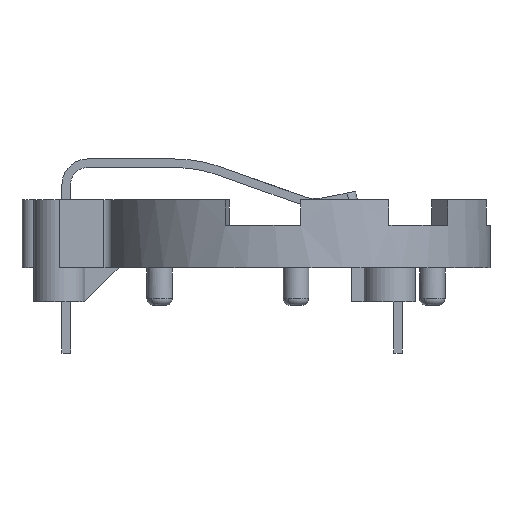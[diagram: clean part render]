
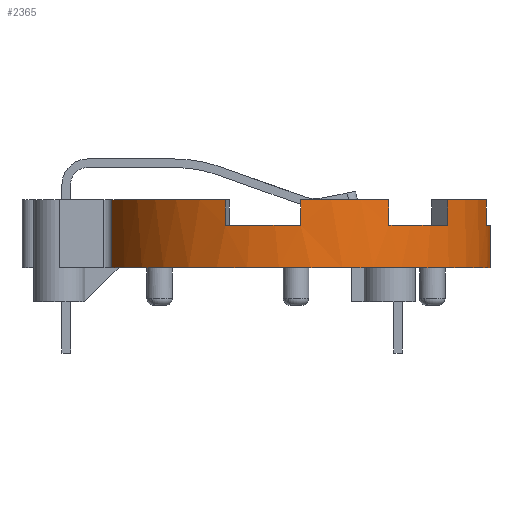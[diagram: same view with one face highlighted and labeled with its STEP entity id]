
A CAD part, front view. The second image highlights one B-rep face of the part: STEP entity #2365.
In plain terms, the highlighted cylindrical face has radius 11.4 mm (diameter 22.8 mm), a partial arc.
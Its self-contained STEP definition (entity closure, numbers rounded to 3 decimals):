
#51 = LINE ( 'NONE', #2961, #4772 ) ;
#101 = CARTESIAN_POINT ( 'NONE',  ( 11.4, 0., 2. ) ) ;
#129 = CARTESIAN_POINT ( 'NONE',  ( 5.46, -10.007, 4. ) ) ;
#319 = CARTESIAN_POINT ( 'NONE',  ( 11.176, -2.25, 4. ) ) ;
#327 = ORIENTED_EDGE ( 'NONE', *, *, #1344, .T. ) ;
#341 = ORIENTED_EDGE ( 'NONE', *, *, #2059, .T. ) ;
#357 = AXIS2_PLACEMENT_3D ( 'NONE', #4338, #2113, #4724 ) ;
#363 = DIRECTION ( 'NONE',  ( 1., 0., 0. ) ) ;
#380 = CARTESIAN_POINT ( 'NONE',  ( 8.907, -7.115, 2. ) ) ;
#410 = CARTESIAN_POINT ( 'NONE',  ( -4.156, -10.615, 2.5 ) ) ;
#421 = CARTESIAN_POINT ( 'NONE',  ( 8.907, -7.115, 2.5 ) ) ;
#478 = DIRECTION ( 'NONE',  ( 0., 0., 1. ) ) ;
#490 = CARTESIAN_POINT ( 'NONE',  ( -4.156, -10.615, 4. ) ) ;
#579 = CIRCLE ( 'NONE', #357, 11.4 ) ;
#608 = VERTEX_POINT ( 'NONE', #2895 ) ;
#651 = LINE ( 'NONE', #661, #3482 ) ;
#661 = CARTESIAN_POINT ( 'NONE',  ( 5.46, -10.007, 2. ) ) ;
#752 = VERTEX_POINT ( 'NONE', #3524 ) ;
#772 = DIRECTION ( 'NONE',  ( 0., 0., -1. ) ) ;
#788 = EDGE_CURVE ( 'NONE', #752, #1503, #859, .T. ) ;
#859 = CIRCLE ( 'NONE', #4068, 11.4 ) ;
#915 = EDGE_LOOP ( 'NONE', ( #2368, #1787, #3595, #1514, #3718, #3940, #4761, #341, #2445, #2408, #1528, #4104, #327, #1910 ) ) ;
#951 = CARTESIAN_POINT ( 'NONE',  ( 0.275, -11.397, 2. ) ) ;
#962 = AXIS2_PLACEMENT_3D ( 'NONE', #1236, #3842, #1617 ) ;
#1236 = CARTESIAN_POINT ( 'NONE',  ( 0., 0., 2.5 ) ) ;
#1304 = DIRECTION ( 'NONE',  ( 1., 0., 0. ) ) ;
#1324 = LINE ( 'NONE', #4817, #4288 ) ;
#1344 = EDGE_CURVE ( 'NONE', #2862, #2144, #3225, .T. ) ;
#1402 = FACE_OUTER_BOUND ( 'NONE', #915, .T. ) ;
#1503 = VERTEX_POINT ( 'NONE', #1984 ) ;
#1511 = DIRECTION ( 'NONE',  ( 0., 0., -1. ) ) ;
#1514 = ORIENTED_EDGE ( 'NONE', *, *, #4380, .T. ) ;
#1528 = ORIENTED_EDGE ( 'NONE', *, *, #4569, .T. ) ;
#1557 = AXIS2_PLACEMENT_3D ( 'NONE', #3914, #1687, #4286 ) ;
#1617 = DIRECTION ( 'NONE',  ( 1., 0., 0. ) ) ;
#1687 = DIRECTION ( 'NONE',  ( 0., 0., -1. ) ) ;
#1694 = VERTEX_POINT ( 'NONE', #3293 ) ;
#1748 = EDGE_CURVE ( 'NONE', #2144, #752, #51, .T. ) ;
#1787 = ORIENTED_EDGE ( 'NONE', *, *, #3581, .T. ) ;
#1819 = DIRECTION ( 'NONE',  ( 0., 0., -1. ) ) ;
#1910 = ORIENTED_EDGE ( 'NONE', *, *, #1748, .T. ) ;
#1984 = CARTESIAN_POINT ( 'NONE',  ( 11.4, 0., 0. ) ) ;
#2003 = CARTESIAN_POINT ( 'NONE',  ( 0.275, -11.397, 4. ) ) ;
#2048 = CARTESIAN_POINT ( 'NONE',  ( 0., 0., 2. ) ) ;
#2059 = EDGE_CURVE ( 'NONE', #4814, #3815, #651, .T. ) ;
#2067 = CARTESIAN_POINT ( 'NONE',  ( 0., 0., 0. ) ) ;
#2075 = VECTOR ( 'NONE', #3361, 1000. ) ;
#2108 = VECTOR ( 'NONE', #772, 1000. ) ;
#2113 = DIRECTION ( 'NONE',  ( 0., 0., -1. ) ) ;
#2124 = VERTEX_POINT ( 'NONE', #319 ) ;
#2144 = VERTEX_POINT ( 'NONE', #2180 ) ;
#2151 = EDGE_CURVE ( 'NONE', #2803, #4814, #2567, .T. ) ;
#2180 = CARTESIAN_POINT ( 'NONE',  ( -10.819, -3.592, 4. ) ) ;
#2208 = DIRECTION ( 'NONE',  ( 0., 0., -1. ) ) ;
#2209 = EDGE_CURVE ( 'NONE', #3815, #4210, #2327, .T. ) ;
#2212 = LINE ( 'NONE', #380, #2108 ) ;
#2240 = EDGE_CURVE ( 'NONE', #4804, #2803, #2212, .T. ) ;
#2276 = VECTOR ( 'NONE', #478, 1000. ) ;
#2327 = CIRCLE ( 'NONE', #4370, 11.4 ) ;
#2365 = ADVANCED_FACE ( 'NONE', ( #1402 ), #4255, .T. ) ;
#2368 = ORIENTED_EDGE ( 'NONE', *, *, #788, .T. ) ;
#2405 = LINE ( 'NONE', #101, #2276 ) ;
#2408 = ORIENTED_EDGE ( 'NONE', *, *, #3918, .T. ) ;
#2415 = DIRECTION ( 'NONE',  ( 0., 0., -1. ) ) ;
#2427 = DIRECTION ( 'NONE',  ( 0., 0., 1. ) ) ;
#2441 = DIRECTION ( 'NONE',  ( 1., 0., 0. ) ) ;
#2445 = ORIENTED_EDGE ( 'NONE', *, *, #2209, .T. ) ;
#2513 = CIRCLE ( 'NONE', #4137, 11.4 ) ;
#2567 = CIRCLE ( 'NONE', #3880, 11.4 ) ;
#2585 = DIRECTION ( 'NONE',  ( 0., 0., -1. ) ) ;
#2600 = DIRECTION ( 'NONE',  ( 0., 0., 1. ) ) ;
#2757 = LINE ( 'NONE', #951, #4622 ) ;
#2803 = VERTEX_POINT ( 'NONE', #421 ) ;
#2862 = VERTEX_POINT ( 'NONE', #490 ) ;
#2867 = CARTESIAN_POINT ( 'NONE',  ( 5.46, -10.007, 2.5 ) ) ;
#2895 = CARTESIAN_POINT ( 'NONE',  ( 0.275, -11.397, 2.5 ) ) ;
#2961 = CARTESIAN_POINT ( 'NONE',  ( -10.819, -3.592, 2. ) ) ;
#3064 = LINE ( 'NONE', #3376, #2075 ) ;
#3225 = CIRCLE ( 'NONE', #1557, 11.4 ) ;
#3280 = AXIS2_PLACEMENT_3D ( 'NONE', #2048, #2427, #1304 ) ;
#3293 = CARTESIAN_POINT ( 'NONE',  ( 11.176, -2.25, 2.5 ) ) ;
#3361 = DIRECTION ( 'NONE',  ( 0., 0., 1. ) ) ;
#3376 = CARTESIAN_POINT ( 'NONE',  ( -4.156, -10.615, 2. ) ) ;
#3400 = CARTESIAN_POINT ( 'NONE',  ( 11.4, 0., 2.5 ) ) ;
#3482 = VECTOR ( 'NONE', #4749, 1000. ) ;
#3524 = CARTESIAN_POINT ( 'NONE',  ( -10.819, -3.592, 0. ) ) ;
#3581 = EDGE_CURVE ( 'NONE', #1503, #4479, #2405, .T. ) ;
#3595 = ORIENTED_EDGE ( 'NONE', *, *, #3974, .T. ) ;
#3602 = CARTESIAN_POINT ( 'NONE',  ( 8.907, -7.115, 4. ) ) ;
#3718 = ORIENTED_EDGE ( 'NONE', *, *, #4793, .T. ) ;
#3734 = CARTESIAN_POINT ( 'NONE',  ( 0., 0., 2.5 ) ) ;
#3815 = VERTEX_POINT ( 'NONE', #129 ) ;
#3842 = DIRECTION ( 'NONE',  ( 0., 0., -1. ) ) ;
#3880 = AXIS2_PLACEMENT_3D ( 'NONE', #4045, #1819, #4424 ) ;
#3914 = CARTESIAN_POINT ( 'NONE',  ( 0., 0., 4. ) ) ;
#3918 = EDGE_CURVE ( 'NONE', #4210, #608, #2757, .T. ) ;
#3940 = ORIENTED_EDGE ( 'NONE', *, *, #2240, .T. ) ;
#3974 = EDGE_CURVE ( 'NONE', #4479, #1694, #2513, .T. ) ;
#4045 = CARTESIAN_POINT ( 'NONE',  ( 0., 0., 2.5 ) ) ;
#4068 = AXIS2_PLACEMENT_3D ( 'NONE', #2067, #4683, #2441 ) ;
#4099 = DIRECTION ( 'NONE',  ( 1., 0., 0. ) ) ;
#4104 = ORIENTED_EDGE ( 'NONE', *, *, #4435, .T. ) ;
#4137 = AXIS2_PLACEMENT_3D ( 'NONE', #3734, #1511, #4099 ) ;
#4210 = VERTEX_POINT ( 'NONE', #2003 ) ;
#4255 = CYLINDRICAL_SURFACE ( 'NONE', #3280, 11.4 ) ;
#4286 = DIRECTION ( 'NONE',  ( 1., 0., 0. ) ) ;
#4288 = VECTOR ( 'NONE', #2600, 1000. ) ;
#4338 = CARTESIAN_POINT ( 'NONE',  ( 0., 0., 4. ) ) ;
#4342 = CIRCLE ( 'NONE', #962, 11.4 ) ;
#4370 = AXIS2_PLACEMENT_3D ( 'NONE', #4820, #2585, #363 ) ;
#4380 = EDGE_CURVE ( 'NONE', #1694, #2124, #1324, .T. ) ;
#4424 = DIRECTION ( 'NONE',  ( 1., 0., 0. ) ) ;
#4435 = EDGE_CURVE ( 'NONE', #4454, #2862, #3064, .T. ) ;
#4454 = VERTEX_POINT ( 'NONE', #410 ) ;
#4479 = VERTEX_POINT ( 'NONE', #3400 ) ;
#4569 = EDGE_CURVE ( 'NONE', #608, #4454, #4342, .T. ) ;
#4622 = VECTOR ( 'NONE', #2415, 1000. ) ;
#4683 = DIRECTION ( 'NONE',  ( 0., 0., 1. ) ) ;
#4724 = DIRECTION ( 'NONE',  ( 1., 0., 0. ) ) ;
#4749 = DIRECTION ( 'NONE',  ( 0., 0., 1. ) ) ;
#4761 = ORIENTED_EDGE ( 'NONE', *, *, #2151, .T. ) ;
#4772 = VECTOR ( 'NONE', #2208, 1000. ) ;
#4793 = EDGE_CURVE ( 'NONE', #2124, #4804, #579, .T. ) ;
#4804 = VERTEX_POINT ( 'NONE', #3602 ) ;
#4814 = VERTEX_POINT ( 'NONE', #2867 ) ;
#4817 = CARTESIAN_POINT ( 'NONE',  ( 11.176, -2.25, 2. ) ) ;
#4820 = CARTESIAN_POINT ( 'NONE',  ( 0., 0., 4. ) ) ;
